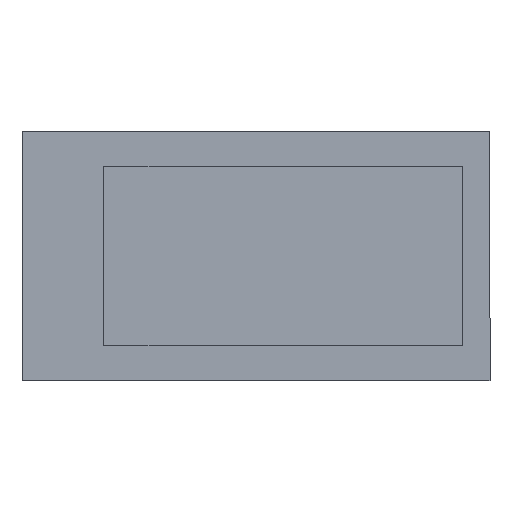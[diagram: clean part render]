
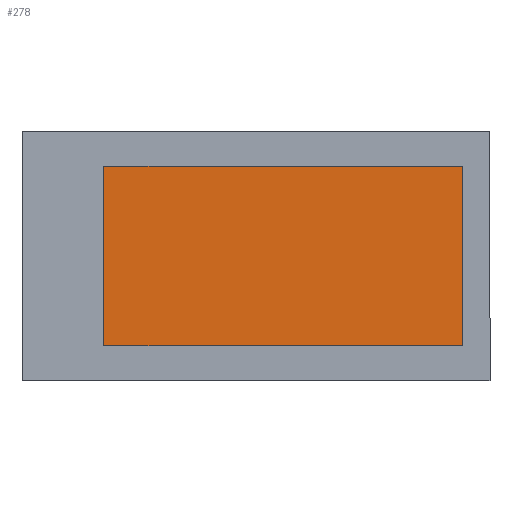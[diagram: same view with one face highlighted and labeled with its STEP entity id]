
A CAD part, top view. The second image highlights one B-rep face of the part: STEP entity #278.
In plain terms, the highlighted planar face has unit normal (0, 0, 1).
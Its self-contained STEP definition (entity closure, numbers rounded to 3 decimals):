
#29 = DIRECTION ( 'NONE',  ( 0., 1., 0. ) ) ;
#35 = DIRECTION ( 'NONE',  ( 1., 0., 0. ) ) ;
#41 = EDGE_CURVE ( 'NONE', #1100, #1282, #312, .T. ) ;
#44 = CARTESIAN_POINT ( 'NONE',  ( 1.325, 0.575, 0. ) ) ;
#60 = DIRECTION ( 'NONE',  ( -1., 0., 0. ) ) ;
#62 = CARTESIAN_POINT ( 'NONE',  ( -0.975, 0.575, 0. ) ) ;
#234 = LINE ( 'NONE', #245, #1367 ) ;
#245 = CARTESIAN_POINT ( 'NONE',  ( -0.975, 0.575, 0. ) ) ;
#252 = ORIENTED_EDGE ( 'NONE', *, *, #1174, .T. ) ;
#255 = DIRECTION ( 'NONE',  ( 0., -1., 0. ) ) ;
#278 = ADVANCED_FACE ( 'NONE', ( #1171 ), #571, .T. ) ;
#291 = LINE ( 'NONE', #1113, #1376 ) ;
#312 = LINE ( 'NONE', #374, #1030 ) ;
#344 = DIRECTION ( 'NONE',  ( 0., 0., 1. ) ) ;
#374 = CARTESIAN_POINT ( 'NONE',  ( -0.975, -0.575, 0. ) ) ;
#399 = AXIS2_PLACEMENT_3D ( 'NONE', #643, #344, #782 ) ;
#571 = PLANE ( 'NONE',  #399 ) ;
#599 = EDGE_CURVE ( 'NONE', #767, #1146, #1083, .T. ) ;
#626 = ORIENTED_EDGE ( 'NONE', *, *, #41, .T. ) ;
#643 = CARTESIAN_POINT ( 'NONE',  ( 0., 0., 0. ) ) ;
#767 = VERTEX_POINT ( 'NONE', #1096 ) ;
#782 = DIRECTION ( 'NONE',  ( 1., 0., 0. ) ) ;
#981 = EDGE_LOOP ( 'NONE', ( #1085, #1101, #626, #252 ) ) ;
#1030 = VECTOR ( 'NONE', #35, 1000. ) ;
#1083 = LINE ( 'NONE', #44, #1268 ) ;
#1085 = ORIENTED_EDGE ( 'NONE', *, *, #599, .T. ) ;
#1096 = CARTESIAN_POINT ( 'NONE',  ( 1.325, 0.575, 0. ) ) ;
#1100 = VERTEX_POINT ( 'NONE', #1363 ) ;
#1101 = ORIENTED_EDGE ( 'NONE', *, *, #1202, .T. ) ;
#1113 = CARTESIAN_POINT ( 'NONE',  ( 1.325, -0.575, 0. ) ) ;
#1146 = VERTEX_POINT ( 'NONE', #62 ) ;
#1171 = FACE_OUTER_BOUND ( 'NONE', #981, .T. ) ;
#1174 = EDGE_CURVE ( 'NONE', #1282, #767, #291, .T. ) ;
#1185 = CARTESIAN_POINT ( 'NONE',  ( 1.325, -0.575, 0. ) ) ;
#1202 = EDGE_CURVE ( 'NONE', #1146, #1100, #234, .T. ) ;
#1268 = VECTOR ( 'NONE', #60, 1000. ) ;
#1282 = VERTEX_POINT ( 'NONE', #1185 ) ;
#1363 = CARTESIAN_POINT ( 'NONE',  ( -0.975, -0.575, 0. ) ) ;
#1367 = VECTOR ( 'NONE', #255, 1000. ) ;
#1376 = VECTOR ( 'NONE', #29, 1000. ) ;
